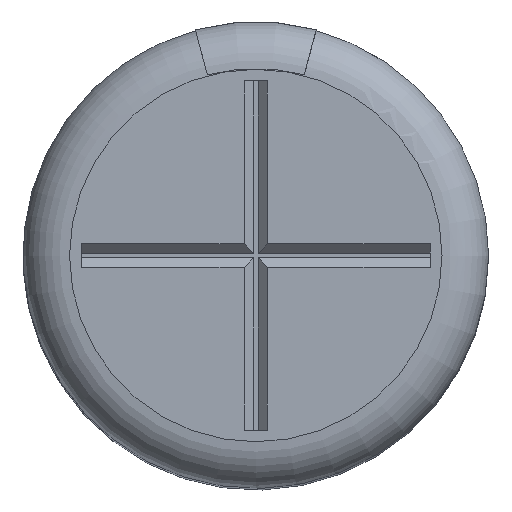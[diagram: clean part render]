
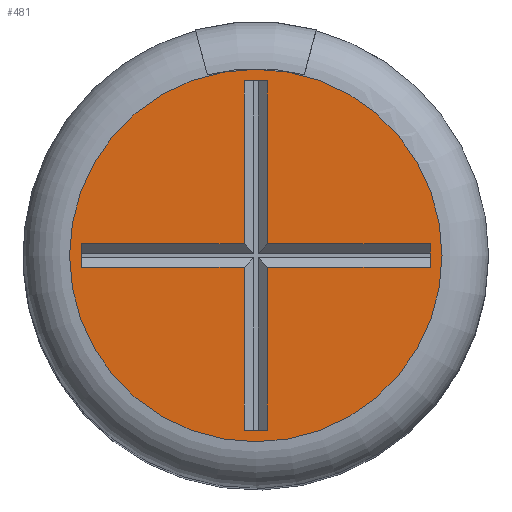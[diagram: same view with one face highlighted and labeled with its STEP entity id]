
A CAD part, top view. The second image highlights one B-rep face of the part: STEP entity #481.
In plain terms, the highlighted planar face has unit normal (0, 0, 1).
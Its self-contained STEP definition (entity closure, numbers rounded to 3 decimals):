
#33 = VERTEX_POINT('',#34);
#34 = CARTESIAN_POINT('',(2.,0.,11.));
#41 = EDGE_CURVE('',#33,#33,#42,.T.);
#42 = CIRCLE('',#43,2.);
#43 = AXIS2_PLACEMENT_3D('',#44,#45,#46);
#44 = CARTESIAN_POINT('',(0.,0.,11.));
#45 = DIRECTION('',(0.,0.,-1.));
#46 = DIRECTION('',(1.,0.,0.));
#481 = ADVANCED_FACE('',(#482,#485),#583,.T.);
#482 = FACE_BOUND('',#483,.T.);
#483 = EDGE_LOOP('',(#484));
#484 = ORIENTED_EDGE('',*,*,#41,.F.);
#485 = FACE_BOUND('',#486,.T.);
#486 = EDGE_LOOP('',(#487,#497,#505,#513,#521,#529,#537,#545,#553,#561,
    #569,#577));
#487 = ORIENTED_EDGE('',*,*,#488,.F.);
#488 = EDGE_CURVE('',#489,#491,#493,.T.);
#489 = VERTEX_POINT('',#490);
#490 = CARTESIAN_POINT('',(-0.125,-1.875,11.));
#491 = VERTEX_POINT('',#492);
#492 = CARTESIAN_POINT('',(0.125,-1.875,11.));
#493 = LINE('',#494,#495);
#494 = CARTESIAN_POINT('',(-0.125,-1.875,11.));
#495 = VECTOR('',#496,1.);
#496 = DIRECTION('',(1.,0.,0.));
#497 = ORIENTED_EDGE('',*,*,#498,.T.);
#498 = EDGE_CURVE('',#489,#499,#501,.T.);
#499 = VERTEX_POINT('',#500);
#500 = CARTESIAN_POINT('',(-0.125,-0.125,11.));
#501 = LINE('',#502,#503);
#502 = CARTESIAN_POINT('',(-0.125,-1.875,11.));
#503 = VECTOR('',#504,1.);
#504 = DIRECTION('',(0.,1.,0.));
#505 = ORIENTED_EDGE('',*,*,#506,.T.);
#506 = EDGE_CURVE('',#499,#507,#509,.T.);
#507 = VERTEX_POINT('',#508);
#508 = CARTESIAN_POINT('',(-1.875,-0.125,11.));
#509 = LINE('',#510,#511);
#510 = CARTESIAN_POINT('',(1.875,-0.125,11.));
#511 = VECTOR('',#512,1.);
#512 = DIRECTION('',(-1.,0.,0.));
#513 = ORIENTED_EDGE('',*,*,#514,.T.);
#514 = EDGE_CURVE('',#507,#515,#517,.T.);
#515 = VERTEX_POINT('',#516);
#516 = CARTESIAN_POINT('',(-1.875,0.125,11.));
#517 = LINE('',#518,#519);
#518 = CARTESIAN_POINT('',(-1.875,-0.125,11.));
#519 = VECTOR('',#520,1.);
#520 = DIRECTION('',(0.,1.,0.));
#521 = ORIENTED_EDGE('',*,*,#522,.F.);
#522 = EDGE_CURVE('',#523,#515,#525,.T.);
#523 = VERTEX_POINT('',#524);
#524 = CARTESIAN_POINT('',(-0.125,0.125,11.));
#525 = LINE('',#526,#527);
#526 = CARTESIAN_POINT('',(1.875,0.125,11.));
#527 = VECTOR('',#528,1.);
#528 = DIRECTION('',(-1.,0.,0.));
#529 = ORIENTED_EDGE('',*,*,#530,.T.);
#530 = EDGE_CURVE('',#523,#531,#533,.T.);
#531 = VERTEX_POINT('',#532);
#532 = CARTESIAN_POINT('',(-0.125,1.875,11.));
#533 = LINE('',#534,#535);
#534 = CARTESIAN_POINT('',(-0.125,-1.875,11.));
#535 = VECTOR('',#536,1.);
#536 = DIRECTION('',(0.,1.,0.));
#537 = ORIENTED_EDGE('',*,*,#538,.T.);
#538 = EDGE_CURVE('',#531,#539,#541,.T.);
#539 = VERTEX_POINT('',#540);
#540 = CARTESIAN_POINT('',(0.125,1.875,11.));
#541 = LINE('',#542,#543);
#542 = CARTESIAN_POINT('',(-0.125,1.875,11.));
#543 = VECTOR('',#544,1.);
#544 = DIRECTION('',(1.,0.,0.));
#545 = ORIENTED_EDGE('',*,*,#546,.F.);
#546 = EDGE_CURVE('',#547,#539,#549,.T.);
#547 = VERTEX_POINT('',#548);
#548 = CARTESIAN_POINT('',(0.125,0.125,11.));
#549 = LINE('',#550,#551);
#550 = CARTESIAN_POINT('',(0.125,-1.875,11.));
#551 = VECTOR('',#552,1.);
#552 = DIRECTION('',(0.,1.,0.));
#553 = ORIENTED_EDGE('',*,*,#554,.F.);
#554 = EDGE_CURVE('',#555,#547,#557,.T.);
#555 = VERTEX_POINT('',#556);
#556 = CARTESIAN_POINT('',(1.875,0.125,11.));
#557 = LINE('',#558,#559);
#558 = CARTESIAN_POINT('',(1.875,0.125,11.));
#559 = VECTOR('',#560,1.);
#560 = DIRECTION('',(-1.,0.,0.));
#561 = ORIENTED_EDGE('',*,*,#562,.F.);
#562 = EDGE_CURVE('',#563,#555,#565,.T.);
#563 = VERTEX_POINT('',#564);
#564 = CARTESIAN_POINT('',(1.875,-0.125,11.));
#565 = LINE('',#566,#567);
#566 = CARTESIAN_POINT('',(1.875,-0.125,11.));
#567 = VECTOR('',#568,1.);
#568 = DIRECTION('',(0.,1.,0.));
#569 = ORIENTED_EDGE('',*,*,#570,.T.);
#570 = EDGE_CURVE('',#563,#571,#573,.T.);
#571 = VERTEX_POINT('',#572);
#572 = CARTESIAN_POINT('',(0.125,-0.125,11.));
#573 = LINE('',#574,#575);
#574 = CARTESIAN_POINT('',(1.875,-0.125,11.));
#575 = VECTOR('',#576,1.);
#576 = DIRECTION('',(-1.,0.,0.));
#577 = ORIENTED_EDGE('',*,*,#578,.F.);
#578 = EDGE_CURVE('',#491,#571,#579,.T.);
#579 = LINE('',#580,#581);
#580 = CARTESIAN_POINT('',(0.125,-1.875,11.));
#581 = VECTOR('',#582,1.);
#582 = DIRECTION('',(0.,1.,0.));
#583 = PLANE('',#584);
#584 = AXIS2_PLACEMENT_3D('',#585,#586,#587);
#585 = CARTESIAN_POINT('',(0.,0.,11.));
#586 = DIRECTION('',(0.,0.,1.));
#587 = DIRECTION('',(1.,0.,0.));
